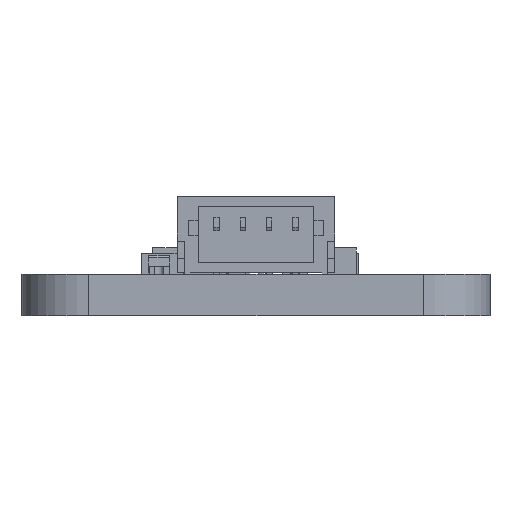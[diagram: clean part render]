
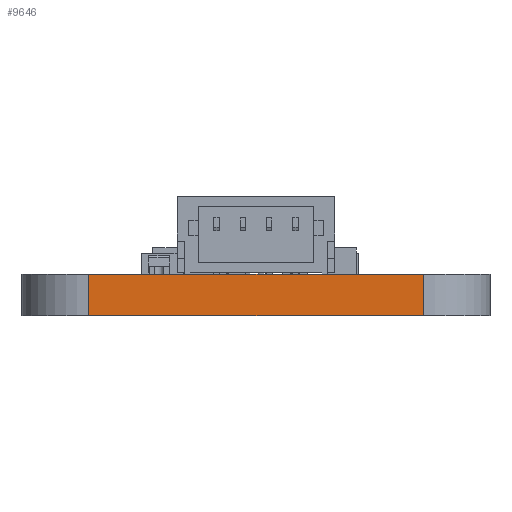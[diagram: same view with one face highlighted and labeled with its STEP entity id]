
A CAD part, left-side view. The second image highlights one B-rep face of the part: STEP entity #9646.
In plain terms, the highlighted planar face has unit normal (-1, 0, 0).
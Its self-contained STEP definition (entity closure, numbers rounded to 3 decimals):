
#193=PLANE('',#10353);
#643=FACE_OUTER_BOUND('',#1158,.T.);
#1158=EDGE_LOOP('',(#6606,#6607,#6608,#6609));
#1750=LINE('',#13833,#2906);
#1751=LINE('',#13836,#2907);
#1752=LINE('',#13838,#2908);
#1753=LINE('',#13839,#2909);
#2906=VECTOR('',#11241,10.);
#2907=VECTOR('',#11244,10.);
#2908=VECTOR('',#11245,10.);
#2909=VECTOR('',#11246,10.);
#4286=VERTEX_POINT('',#13829);
#4287=VERTEX_POINT('',#13831);
#4288=VERTEX_POINT('',#13835);
#4289=VERTEX_POINT('',#13837);
#5212=EDGE_CURVE('',#4286,#4287,#1750,.T.);
#5213=EDGE_CURVE('',#4288,#4286,#1751,.T.);
#5214=EDGE_CURVE('',#4289,#4287,#1752,.T.);
#5215=EDGE_CURVE('',#4288,#4289,#1753,.T.);
#6606=ORIENTED_EDGE('',*,*,#5213,.T.);
#6607=ORIENTED_EDGE('',*,*,#5212,.T.);
#6608=ORIENTED_EDGE('',*,*,#5214,.F.);
#6609=ORIENTED_EDGE('',*,*,#5215,.F.);
#9646=ADVANCED_FACE('',(#643),#193,.T.);
#10353=AXIS2_PLACEMENT_3D('',#13834,#11242,#11243);
#11241=DIRECTION('',(0.,0.,1.));
#11242=DIRECTION('center_axis',(-1.,0.,0.));
#11243=DIRECTION('ref_axis',(0.,-1.,0.));
#11244=DIRECTION('',(0.,-1.,0.));
#11245=DIRECTION('',(0.,-1.,0.));
#11246=DIRECTION('',(0.,0.,1.));
#13829=CARTESIAN_POINT('',(0.,2.54,0.));
#13831=CARTESIAN_POINT('',(0.,2.54,1.57));
#13833=CARTESIAN_POINT('',(0.,2.54,0.));
#13834=CARTESIAN_POINT('Origin',(0.,15.24,0.));
#13835=CARTESIAN_POINT('',(0.,15.24,0.));
#13836=CARTESIAN_POINT('',(0.,15.24,0.));
#13837=CARTESIAN_POINT('',(0.,15.24,1.57));
#13838=CARTESIAN_POINT('',(0.,15.24,1.57));
#13839=CARTESIAN_POINT('',(0.,15.24,0.));
